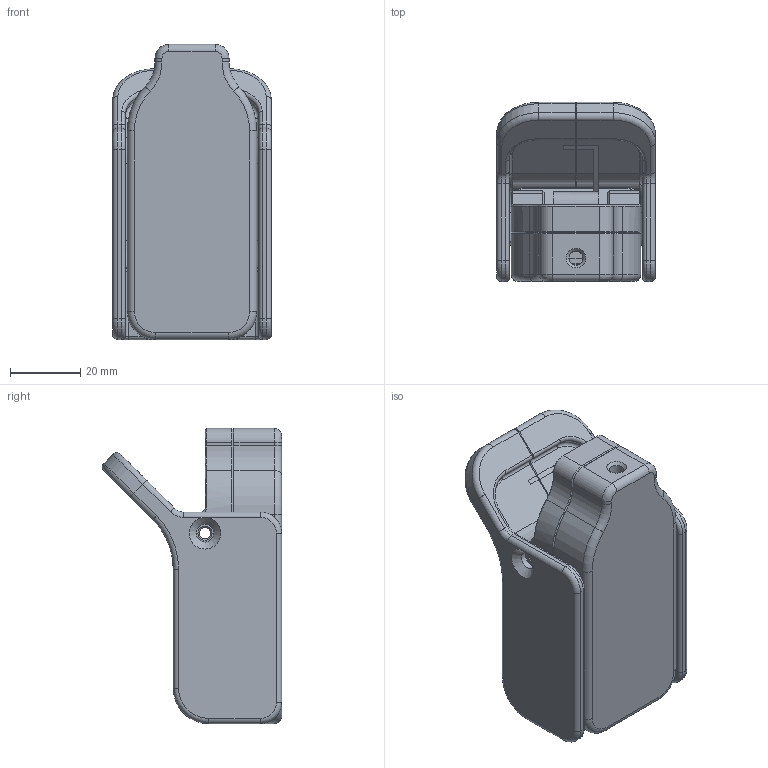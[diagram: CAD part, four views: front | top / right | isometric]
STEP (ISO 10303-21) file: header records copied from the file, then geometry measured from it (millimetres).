
FILE_DESCRIPTION(/* description */ (''),/* implementation_level */ '2;1');
FILE_NAME(/* name */ 'Oximeter Clamp V1 v3.step',/* time_stamp */ '2024-10-27T00:37:14+02:00',/* author */ (''),/* organization */ (''),/* preprocessor_version */ 'ST-DEVELOPER v20',/* originating_system */ 'Autodesk Translation Framework v13.20.0.188',/* authorisation */ '');
FILE_SCHEMA (('AUTOMOTIVE_DESIGN { 1 0 10303 214 3 1 1 }'));
Length unit declared in the file: millimetre
Products named in the file (54): Oximeter Clamp V1; Oximeter 5 Click; Board; C10; C12; LD1; led_0805_green; C9; C8; U4; User_Library-SOT23-6-2; C11; User_Library-SMD_CAPACITOR0603; U1; MAX30101; MBD1; Header_1x8; PCB; Free-Models; 1240637040; 1240637040_1; Header_1x8_1; PCB_1; Free-Models_1; 1240637040_2; 1240637040_3; User_Library-PinHeaderX5-1_PinHeaderX5_Body_1; User_Library-PinHeaderX5-1_PinHeaderX5_Pins_1; C6; R1; C5; R2; JP1; User_Library-R_0805; C7; R4; U2; User_Library-US8_Package_(8US8_8SM8_8DSBGA)_2_4x2_1x0_9; C2; R3 ...
Assembly tree (73 placements, depth 8):
  Oximeter Clamp V1
    Oximeter 5 Click
      Board
      C10
        User_Library-SMD_CAPACITOR0402
      C12
        User_Library-SMD_CAPACITOR0603
      LD1
        led_0805_green
      C9
        User_Library-SMD_CAPACITOR0402
      C8
        User_Library-SMD_CAPACITOR0603
      U4
        User_Library-SOT23-6-2
      C11
        User_Library-SMD_CAPACITOR0603
      U1
        MAX30101
      MBD1
        Header_1x8
          PCB
            Free-Models
              1240637040
                User_Library-PinHeaderX5-1_PinHeaderX5_Body_1
                User_Library-PinHeaderX5-1_PinHeaderX5_Pins_1
              1240637040_1
                User_Library-PinHeaderX5-1_PinHeaderX5_Body_1
                User_Library-PinHeaderX5-1_PinHeaderX5_Pins_1
        Header_1x8_1
          PCB_1
            Free-Models_1
              1240637040_2
                User_Library-PinHeaderX5-1_PinHeaderX5_Body_1
                User_Library-PinHeaderX5-1_PinHeaderX5_Pins_1
              1240637040_3
                User_Library-PinHeaderX5-1_PinHeaderX5_Body_1
                User_Library-PinHeaderX5-1_PinHeaderX5_Pins_1
      C6
        User_Library-SMD_CAPACITOR0402
      R1
        User_Library-R_0805
      C5
        User_Library-SMD_CAPACITOR0402
      R2
        User_Library-R_0402
      JP1
        User_Library-R_0805
      C7
        User_Library-SMD_CAPACITOR0402
      R4
        User_Library-R_0402
      U2
        User_Library-US8_Package_(8US8_8SM8_8DSBGA)_2_4x2_1x0_9
      C2
        User_Library-SMD_CAPACITOR0402
      R3
        User_Library-R_0402
      U3
        Sot353
Bounding box: 45.1 x 50.87 x 83.81 mm (x, y, z)
Volume: 72848.6 mm3; surface area: 40157.8 mm2
Topology: 77 solids, 77 shells, 2643 faces, 6599 edges, 4116 vertices
Faces by surface type: plane 1617, cylinder 540, bspline 261, cone 94, sphere 85, torus 46
Full cylindrical faces by diameter (mm): 0.3 x1, 0.8 x118, 2 x2, 2.5 x4, 3 x2, 3.2 x4, 3.5 x2, 4 x1, 4.7 x1, 5 x2, 6.5 x2, 7.5 x1
Entity records: 50753 total; most frequent: CARTESIAN_POINT 12488, DIRECTION 7626, ORIENTED_EDGE 7452, EDGE_CURVE 3726, LINE 2556, VECTOR 2556, AXIS2_PLACEMENT_3D 2535, VERTEX_POINT 2342
